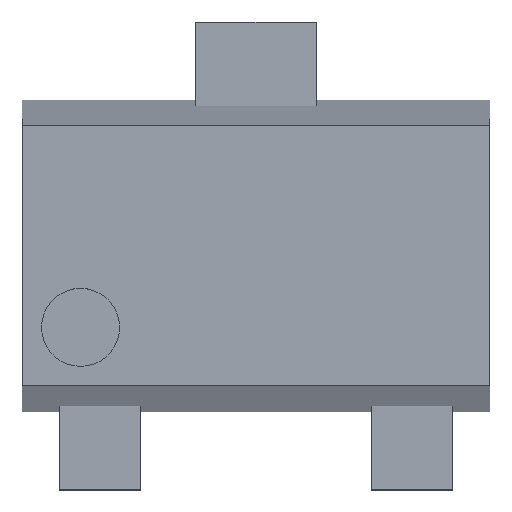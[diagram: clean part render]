
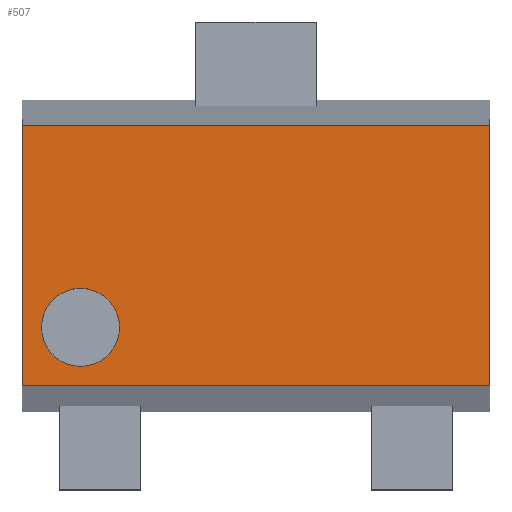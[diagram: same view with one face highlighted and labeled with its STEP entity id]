
A CAD part, top view. The second image highlights one B-rep face of the part: STEP entity #507.
In plain terms, the highlighted planar face has unit normal (0, 0, 1).
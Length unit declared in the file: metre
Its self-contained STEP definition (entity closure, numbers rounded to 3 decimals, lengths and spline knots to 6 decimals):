
#41=CIRCLE('',#669,0.0001);
#47=ORIENTED_EDGE('',*,*,#183,.F.);
#48=ORIENTED_EDGE('',*,*,#184,.F.);
#49=ORIENTED_EDGE('',*,*,#185,.T.);
#50=ORIENTED_EDGE('',*,*,#182,.T.);
#51=ORIENTED_EDGE('',*,*,#186,.F.);
#182=EDGE_CURVE('',#248,#250,#296,.T.);
#183=EDGE_CURVE('',#251,#251,#41,.T.);
#184=EDGE_CURVE('',#252,#253,#297,.T.);
#185=EDGE_CURVE('',#252,#248,#298,.T.);
#186=EDGE_CURVE('',#253,#250,#299,.T.);
#248=VERTEX_POINT('',#823);
#250=VERTEX_POINT('',#827);
#251=VERTEX_POINT('',#831);
#252=VERTEX_POINT('',#833);
#253=VERTEX_POINT('',#834);
#296=LINE('',#828,#362);
#297=LINE('',#832,#363);
#298=LINE('',#835,#364);
#299=LINE('',#836,#365);
#362=VECTOR('',#702,1.);
#363=VECTOR('',#707,1.);
#364=VECTOR('',#708,1.);
#365=VECTOR('',#709,1.);
#426=EDGE_LOOP('',(#47));
#427=EDGE_LOOP('',(#48,#49,#50,#51));
#454=FACE_BOUND('',#426,.T.);
#455=FACE_BOUND('',#427,.T.);
#482=PLANE('',#668);
#507=ADVANCED_FACE('',(#454,#455),#482,.T.);
#668=AXIS2_PLACEMENT_3D('',#829,#703,#704);
#669=AXIS2_PLACEMENT_3D('',#830,#705,#706);
#702=DIRECTION('',(0.,-1.,0.));
#703=DIRECTION('',(0.,0.,1.));
#704=DIRECTION('',(1.,0.,0.));
#705=DIRECTION('',(0.,0.,1.));
#706=DIRECTION('',(1.,0.,0.));
#707=DIRECTION('',(0.,-1.,0.));
#708=DIRECTION('',(-1.,0.,0.));
#709=DIRECTION('',(-1.,0.,0.));
#823=CARTESIAN_POINT('',(-0.0006,0.000334,0.0005));
#827=CARTESIAN_POINT('',(-0.0006,-0.000334,0.0005));
#828=CARTESIAN_POINT('',(-0.0006,0.,0.0005));
#829=CARTESIAN_POINT('',(0.,0.,0.0005));
#830=CARTESIAN_POINT('',(-0.00045,-0.000184,0.0005));
#831=CARTESIAN_POINT('',(-0.00035,-0.000184,0.0005));
#832=CARTESIAN_POINT('',(0.0006,0.,0.0005));
#833=CARTESIAN_POINT('',(0.0006,0.000334,0.0005));
#834=CARTESIAN_POINT('',(0.0006,-0.000334,0.0005));
#835=CARTESIAN_POINT('',(0.0244,0.000334,0.0005));
#836=CARTESIAN_POINT('',(0.0244,-0.000334,0.0005));
